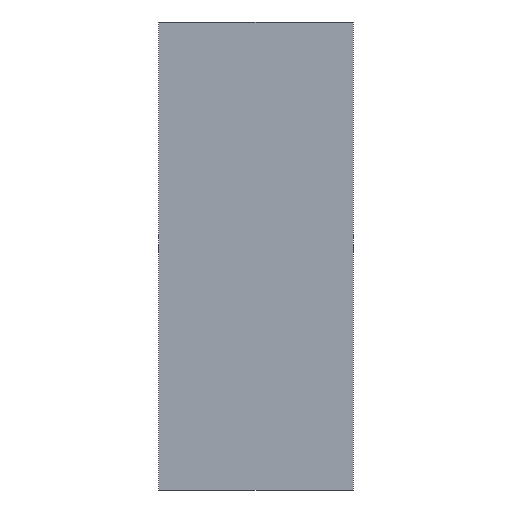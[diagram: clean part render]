
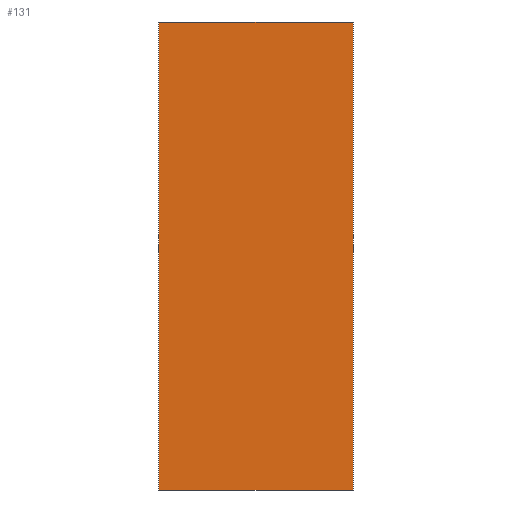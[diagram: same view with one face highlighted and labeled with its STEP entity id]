
A CAD part, left-side view. The second image highlights one B-rep face of the part: STEP entity #131.
In plain terms, the highlighted planar face has unit normal (-1, 0, 0).
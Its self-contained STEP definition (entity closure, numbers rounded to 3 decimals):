
#15=DIRECTION('',(0.,0.,1.));
#16=VECTOR('',#15,39.7);
#17=CARTESIAN_POINT('',(0.,8.25,-19.85));
#18=LINE('',#17,#16);
#23=DIRECTION('',(0.,-1.,0.));
#24=VECTOR('',#23,16.5);
#25=CARTESIAN_POINT('',(0.,8.25,19.85));
#26=LINE('',#25,#24);
#30=DIRECTION('',(0.,0.,-1.));
#31=VECTOR('',#30,39.7);
#32=CARTESIAN_POINT('',(0.,-8.25,19.85));
#33=LINE('',#32,#31);
#37=DIRECTION('',(0.,1.,0.));
#38=VECTOR('',#37,16.5);
#39=CARTESIAN_POINT('',(0.,-8.25,-19.85));
#40=LINE('',#39,#38);
#100=CARTESIAN_POINT('',(0.,8.25,-19.85));
#101=CARTESIAN_POINT('',(0.,8.25,19.85));
#102=VERTEX_POINT('',#100);
#103=VERTEX_POINT('',#101);
#104=CARTESIAN_POINT('',(0.,-8.25,19.85));
#105=VERTEX_POINT('',#104);
#106=CARTESIAN_POINT('',(0.,-8.25,-19.85));
#107=VERTEX_POINT('',#106);
#116=CARTESIAN_POINT('',(0.,0.,0.));
#117=DIRECTION('',(1.,0.,0.));
#118=DIRECTION('',(0.,-1.,0.));
#119=AXIS2_PLACEMENT_3D('',#116,#117,#118);
#120=PLANE('',#119);
#122=ORIENTED_EDGE('',*,*,#121,.T.);
#124=ORIENTED_EDGE('',*,*,#123,.T.);
#126=ORIENTED_EDGE('',*,*,#125,.T.);
#128=ORIENTED_EDGE('',*,*,#127,.T.);
#129=EDGE_LOOP('',(#122,#124,#126,#128));
#130=FACE_OUTER_BOUND('',#129,.F.);
#131=ADVANCED_FACE('',(#130),#120,.F.);
#121=EDGE_CURVE('',#102,#103,#18,.T.);
#123=EDGE_CURVE('',#103,#105,#26,.T.);
#125=EDGE_CURVE('',#105,#107,#33,.T.);
#127=EDGE_CURVE('',#107,#102,#40,.T.);
